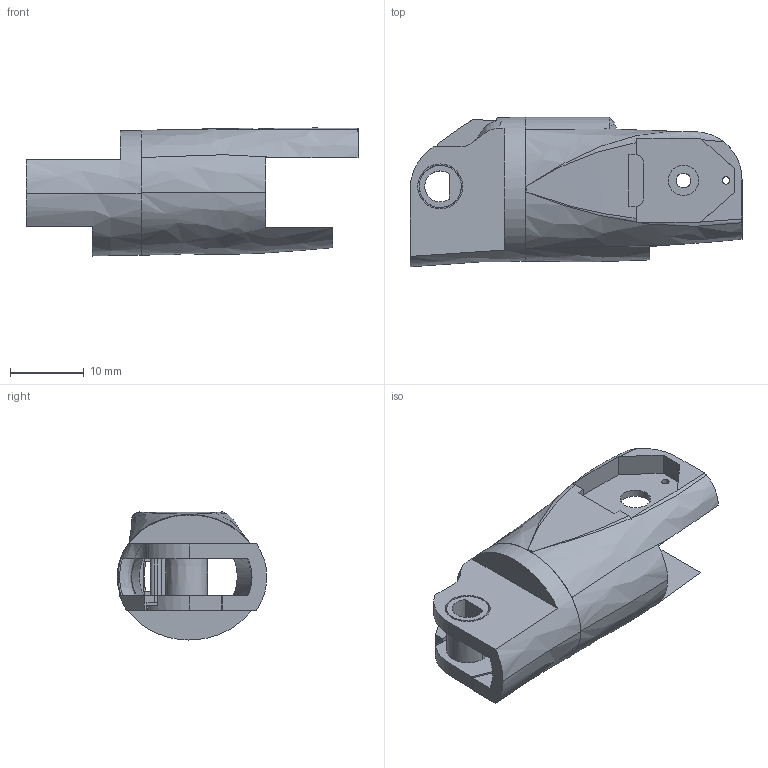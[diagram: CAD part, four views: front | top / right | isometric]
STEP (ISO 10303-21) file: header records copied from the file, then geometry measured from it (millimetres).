
FILE_DESCRIPTION(/* description */ (''),/* implementation_level */ '2;1');
FILE_NAME(/* name */ 'Repositorios_P.stp',/* time_stamp */ '2025-05-29T23:02:39-05:00',/* author */ ('Alexander'),/* organization */ (''),/* preprocessor_version */ 'ST-DEVELOPER v20',/* originating_system */ 'Autodesk Inventor 2025',/* authorisation */ '');
FILE_SCHEMA (('AUTOMOTIVE_DESIGN { 1 0 10303 214 3 1 1 }'));
Products named in the file (4): FingerGeneric; PP - P MainD2 R; PP - P PivotD2 R; PP - D R
Assembly tree (3 placements, depth 2):
  FingerGeneric
    PP - P MainD2 R
    PP - P PivotD2 R
    PP - D R
Bounding box: 45.03 x 20.29 x 17.36 mm (x, y, z)
Volume: 4357.9 mm3; surface area: 4736 mm2
Topology: 3 solids, 3 shells, 140 faces, 442 edges, 317 vertices
Faces by surface type: plane 78, bspline 35, cylinder 21, torus 6
Full cylindrical faces by diameter (mm): 1 x1, 2 x1, 4.1 x1, 5.7 x1, 6.1 x1
Entity records: 8350 total; most frequent: CARTESIAN_POINT 4602, ORIENTED_EDGE 864, DIRECTION 581, EDGE_CURVE 432, VERTEX_POINT 293, LINE 197, VECTOR 197, AXIS2_PLACEMENT_3D 192
